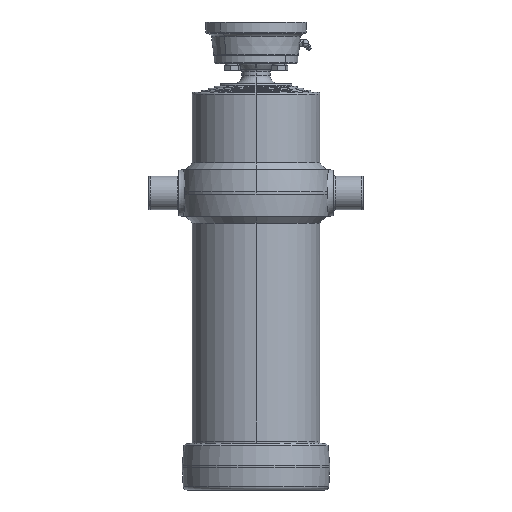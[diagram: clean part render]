
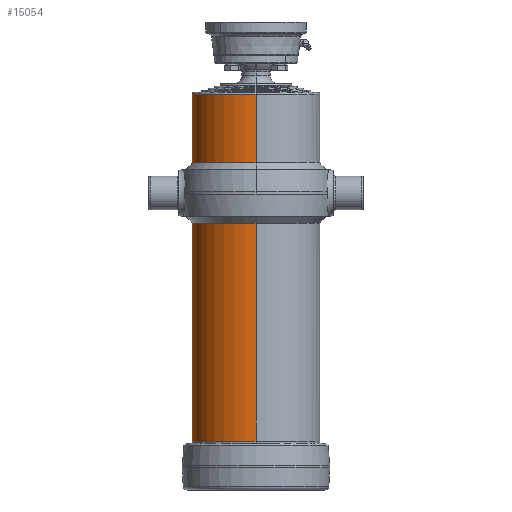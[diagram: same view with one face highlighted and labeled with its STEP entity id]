
A CAD part, left-side view. The second image highlights one B-rep face of the part: STEP entity #15054.
In plain terms, the highlighted cylindrical face has radius 95 mm (diameter 190 mm), a partial arc.
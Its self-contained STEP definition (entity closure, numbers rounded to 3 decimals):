
#1879=FACE_OUTER_BOUND('',#2568,.T.);
#2568=EDGE_LOOP('',(#13401,#13402,#13403,#13404));
#3442=LINE('',#46616,#4314);
#3443=LINE('',#46619,#4315);
#4314=VECTOR('',#22350,10.);
#4315=VECTOR('',#22353,10.);
#5425=CIRCLE('',#18221,95.);
#5426=CIRCLE('',#18222,95.);
#7917=VERTEX_POINT('',#46612);
#7918=VERTEX_POINT('',#46613);
#7919=VERTEX_POINT('',#46615);
#7920=VERTEX_POINT('',#46617);
#10659=EDGE_CURVE('',#7917,#7918,#5425,.T.);
#10660=EDGE_CURVE('',#7918,#7919,#3442,.T.);
#10661=EDGE_CURVE('',#7919,#7920,#5426,.T.);
#10662=EDGE_CURVE('',#7920,#7917,#3443,.T.);
#13401=ORIENTED_EDGE('',*,*,#10659,.T.);
#13402=ORIENTED_EDGE('',*,*,#10660,.T.);
#13403=ORIENTED_EDGE('',*,*,#10661,.T.);
#13404=ORIENTED_EDGE('',*,*,#10662,.T.);
#14009=CYLINDRICAL_SURFACE('',#18220,95.);
#15054=ADVANCED_FACE('',(#1879),#14009,.T.);
#18220=AXIS2_PLACEMENT_3D('',#46611,#22346,#22347);
#18221=AXIS2_PLACEMENT_3D('',#46614,#22348,#22349);
#18222=AXIS2_PLACEMENT_3D('',#46618,#22351,#22352);
#22346=DIRECTION('center_axis',(0.,0.,1.));
#22347=DIRECTION('ref_axis',(0.,1.,0.));
#22348=DIRECTION('center_axis',(0.,0.,-1.));
#22349=DIRECTION('ref_axis',(1.,0.,0.));
#22350=DIRECTION('',(0.,0.,-1.));
#22351=DIRECTION('center_axis',(0.,0.,1.));
#22352=DIRECTION('ref_axis',(-1.,0.,0.));
#22353=DIRECTION('',(0.,0.,1.));
#46611=CARTESIAN_POINT('Origin',(0.,0.,564.5));
#46612=CARTESIAN_POINT('',(-95.,0.,564.5));
#46613=CARTESIAN_POINT('',(95.,0.,564.5));
#46614=CARTESIAN_POINT('Origin',(0.,0.,
564.5));
#46615=CARTESIAN_POINT('',(95.,0.,47.));
#46616=CARTESIAN_POINT('',(95.,0.,564.5));
#46617=CARTESIAN_POINT('',(-95.,0.,47.));
#46618=CARTESIAN_POINT('Origin',(0.,0.,
47.));
#46619=CARTESIAN_POINT('',(-95.,0.,47.));
